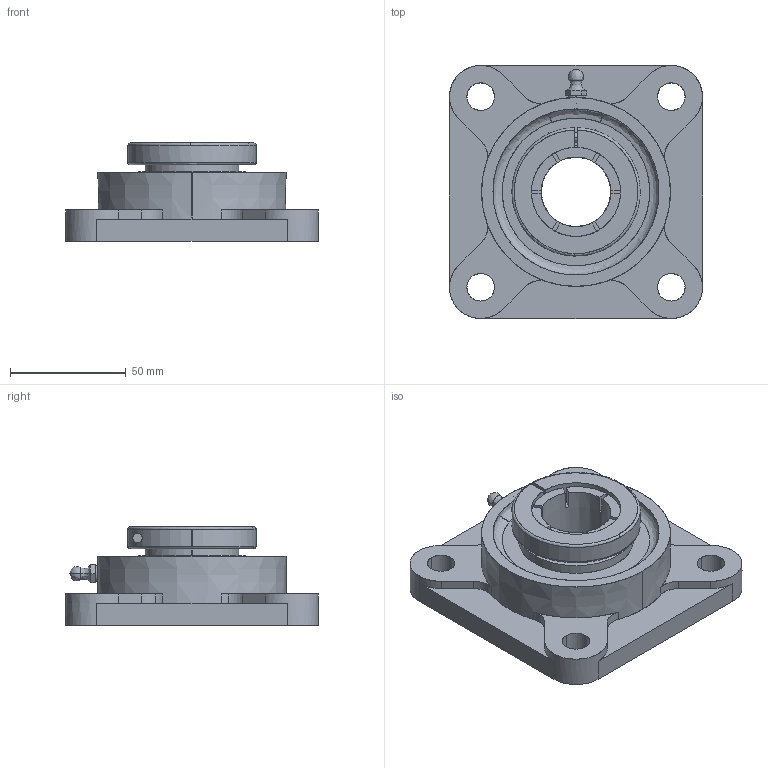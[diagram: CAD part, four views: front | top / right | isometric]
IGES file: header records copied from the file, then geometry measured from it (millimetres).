
Start section: SolidWorks IGES file using analytic representation for surfaces
Global section: file name: SFDEFAU0813740345924.igs; native system: SolidWorks 2017; preprocessor: SolidWorks 2017; author: partstream; date: 170813.074037; units: inch
Bounding box: 109.54 x 109.54 x 42.47 mm (x, y, z)
Surface area: 45957.7 mm2 (no closed solid volume)
Topology: 0 solids, 0 shells, 176 faces, 2926 edges, 2937 vertices
Faces by surface type: bspline 115, revolution 61
